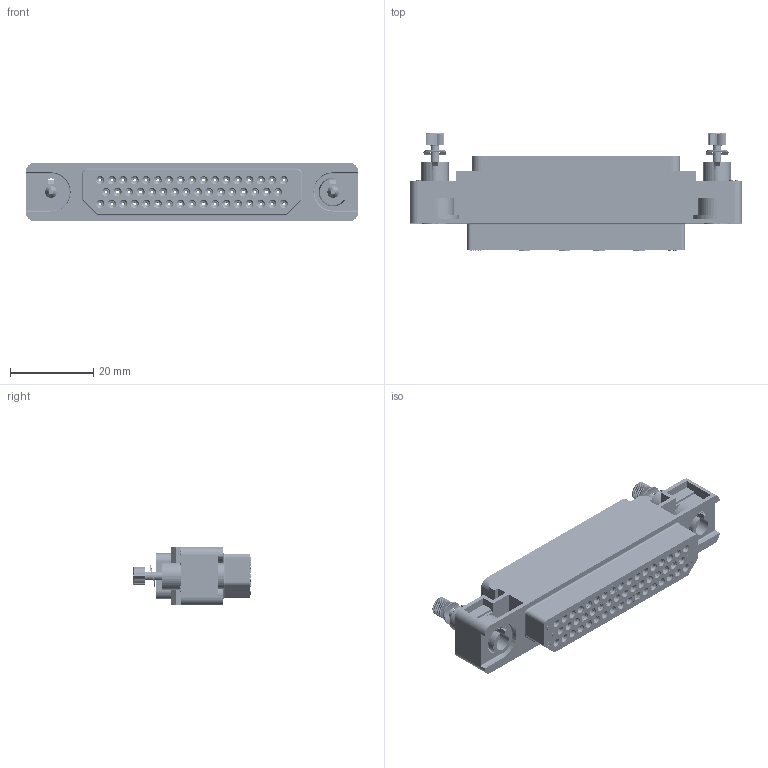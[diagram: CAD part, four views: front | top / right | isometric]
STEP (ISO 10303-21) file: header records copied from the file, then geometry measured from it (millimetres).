
FILE_DESCRIPTION((''),'2;1');
FILE_NAME('00197721400','2020-09-23T',('presta_be4'),(''),'CREO PARAMETRIC BY PTC INC, 2018360','CREO PARAMETRIC BY PTC INC, 2018360','');
FILE_SCHEMA(('CONFIG_CONTROL_DESIGN'));
Products named in the file (1): 00197721400
Bounding box: 80 x 28.27 x 14 mm (x, y, z)
Volume: 12307.2 mm3; surface area: 15652.8 mm2
Topology: 8 solids, 8 shells, 4929 faces, 11673 edges, 7080 vertices
Faces by surface type: plane 1866, cylinder 1265, torus 1125, cone 643, bspline 30
Entity records: 144850 total; most frequent: CARTESIAN_POINT 27845, DIRECTION 26201, ORIENTED_EDGE 23338, EDGE_CURVE 11669, AXIS2_PLACEMENT_3D 9981, VERTEX_POINT 7080, VECTOR 6239, LINE 6239
